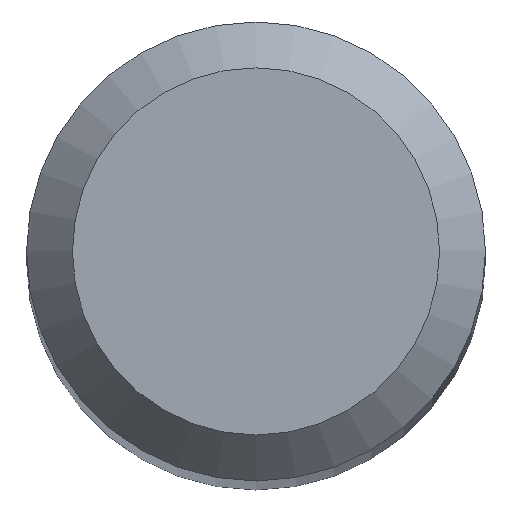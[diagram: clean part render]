
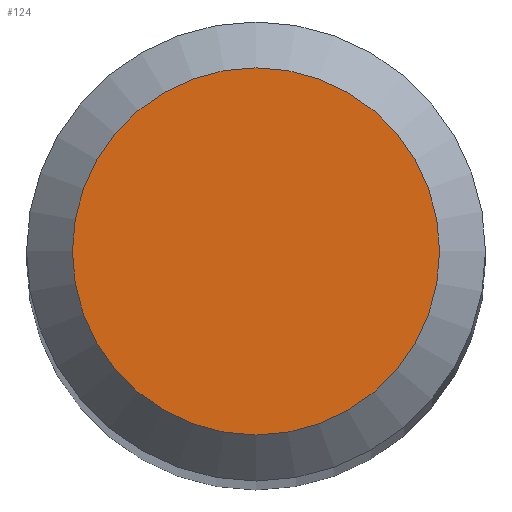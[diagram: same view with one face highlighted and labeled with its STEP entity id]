
A CAD part, top view. The second image highlights one B-rep face of the part: STEP entity #124.
In plain terms, the highlighted planar face has unit normal (0, 0, 1).
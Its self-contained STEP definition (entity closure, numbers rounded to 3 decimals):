
#1 = CARTESIAN_POINT ( 'NONE',  ( 0., 0., 61. ) ) ;
#25 = VERTEX_POINT ( 'NONE', #72 ) ;
#48 = CIRCLE ( 'NONE', #117, 1.2 ) ;
#72 = CARTESIAN_POINT ( 'NONE',  ( 0., 1.2, 61. ) ) ;
#92 = AXIS2_PLACEMENT_3D ( 'NONE', #202, #181, #118 ) ;
#95 = DIRECTION ( 'NONE',  ( 0., 0., -1. ) ) ;
#96 = EDGE_CURVE ( 'NONE', #25, #25, #48, .T. ) ;
#117 = AXIS2_PLACEMENT_3D ( 'NONE', #1, #95, #302 ) ;
#118 = DIRECTION ( 'NONE',  ( 0., 1., 0. ) ) ;
#124 = ADVANCED_FACE ( 'NONE', ( #184 ), #250, .F. ) ;
#131 = ORIENTED_EDGE ( 'NONE', *, *, #96, .F. ) ;
#181 = DIRECTION ( 'NONE',  ( 0., 0., -1. ) ) ;
#184 = FACE_OUTER_BOUND ( 'NONE', #199, .T. ) ;
#199 = EDGE_LOOP ( 'NONE', ( #131 ) ) ;
#202 = CARTESIAN_POINT ( 'NONE',  ( 0., 0., 61. ) ) ;
#250 = PLANE ( 'NONE',  #92 ) ;
#302 = DIRECTION ( 'NONE',  ( 0., 1., 0. ) ) ;
